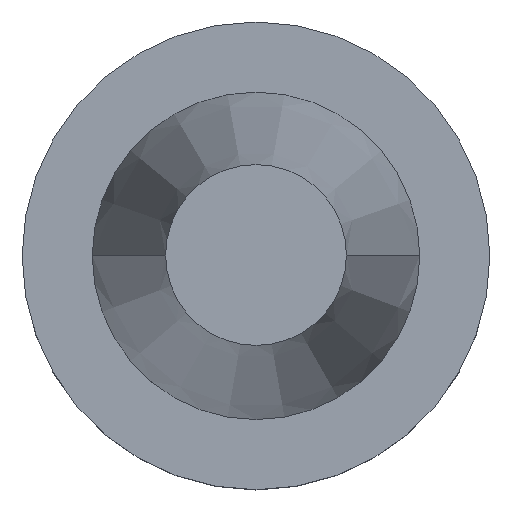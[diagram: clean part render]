
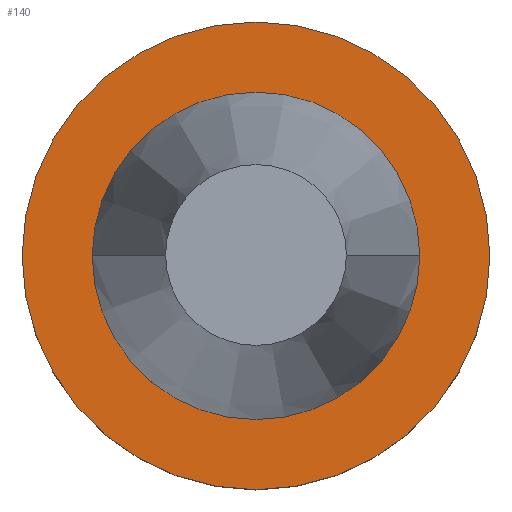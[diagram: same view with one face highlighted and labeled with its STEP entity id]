
A CAD part, top view. The second image highlights one B-rep face of the part: STEP entity #140.
In plain terms, the highlighted planar face has unit normal (0, 0, 1).
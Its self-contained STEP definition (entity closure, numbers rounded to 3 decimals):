
#60 = AXIS2_PLACEMENT_3D ( 'NONE', #722, #213, #205 ) ;
#99 = ORIENTED_EDGE ( 'NONE', *, *, #688, .F. ) ;
#140 = ADVANCED_FACE ( 'NONE', ( #385, #268 ), #324, .F. ) ;
#146 = CIRCLE ( 'NONE', #60, 31.75 ) ;
#160 = EDGE_LOOP ( 'NONE', ( #635, #629 ) ) ;
#197 = EDGE_LOOP ( 'NONE', ( #99, #228 ) ) ;
#205 = DIRECTION ( 'NONE',  ( 1., 0., 0. ) ) ;
#213 = DIRECTION ( 'NONE',  ( 0., 0., 1. ) ) ;
#228 = ORIENTED_EDGE ( 'NONE', *, *, #566, .F. ) ;
#230 = AXIS2_PLACEMENT_3D ( 'NONE', #520, #290, #465 ) ;
#246 = CIRCLE ( 'NONE', #727, 22.225 ) ;
#248 = CARTESIAN_POINT ( 'NONE',  ( 31.75, 0., -1. ) ) ;
#268 = FACE_OUTER_BOUND ( 'NONE', #160, .T. ) ;
#275 = DIRECTION ( 'NONE',  ( 0., 0., -1. ) ) ;
#290 = DIRECTION ( 'NONE',  ( 0., 0., 1. ) ) ;
#324 = PLANE ( 'NONE',  #439 ) ;
#334 = EDGE_CURVE ( 'NONE', #691, #475, #546, .T. ) ;
#338 = DIRECTION ( 'NONE',  ( 0., 0., 1. ) ) ;
#383 = DIRECTION ( 'NONE',  ( 0., 0., 1. ) ) ;
#385 = FACE_BOUND ( 'NONE', #197, .T. ) ;
#388 = CARTESIAN_POINT ( 'NONE',  ( 0., 0., -1. ) ) ;
#437 = DIRECTION ( 'NONE',  ( -1., 0., 0. ) ) ;
#439 = AXIS2_PLACEMENT_3D ( 'NONE', #494, #275, #437 ) ;
#465 = DIRECTION ( 'NONE',  ( 1., 0., 0. ) ) ;
#475 = VERTEX_POINT ( 'NONE', #248 ) ;
#494 = CARTESIAN_POINT ( 'NONE',  ( 0., 31.75, -1. ) ) ;
#504 = CARTESIAN_POINT ( 'NONE',  ( 0., 0., -1. ) ) ;
#519 = VERTEX_POINT ( 'NONE', #567 ) ;
#520 = CARTESIAN_POINT ( 'NONE',  ( 0., 0., -1. ) ) ;
#543 = EDGE_CURVE ( 'NONE', #475, #691, #146, .T. ) ;
#546 = CIRCLE ( 'NONE', #230, 31.75 ) ;
#566 = EDGE_CURVE ( 'NONE', #519, #750, #246, .T. ) ;
#567 = CARTESIAN_POINT ( 'NONE',  ( -22.225, 0., -1. ) ) ;
#568 = DIRECTION ( 'NONE',  ( 1., 0., 0. ) ) ;
#614 = DIRECTION ( 'NONE',  ( 1., 0., 0. ) ) ;
#629 = ORIENTED_EDGE ( 'NONE', *, *, #334, .T. ) ;
#635 = ORIENTED_EDGE ( 'NONE', *, *, #543, .T. ) ;
#668 = CARTESIAN_POINT ( 'NONE',  ( 22.225, 0., -1. ) ) ;
#680 = AXIS2_PLACEMENT_3D ( 'NONE', #388, #338, #568 ) ;
#688 = EDGE_CURVE ( 'NONE', #750, #519, #716, .T. ) ;
#691 = VERTEX_POINT ( 'NONE', #741 ) ;
#716 = CIRCLE ( 'NONE', #680, 22.225 ) ;
#722 = CARTESIAN_POINT ( 'NONE',  ( 0., 0., -1. ) ) ;
#727 = AXIS2_PLACEMENT_3D ( 'NONE', #504, #383, #614 ) ;
#741 = CARTESIAN_POINT ( 'NONE',  ( -31.75, 0., -1. ) ) ;
#750 = VERTEX_POINT ( 'NONE', #668 ) ;
